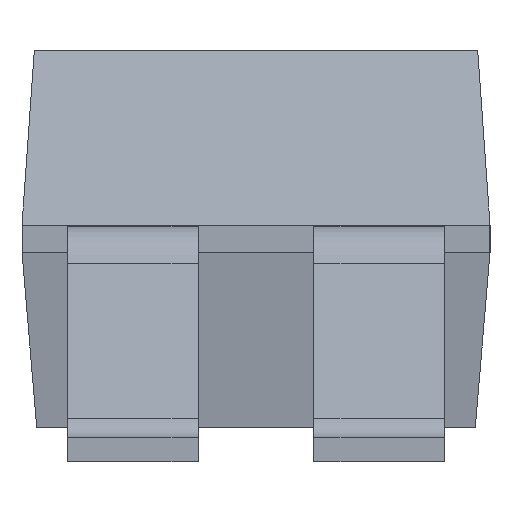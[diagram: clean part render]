
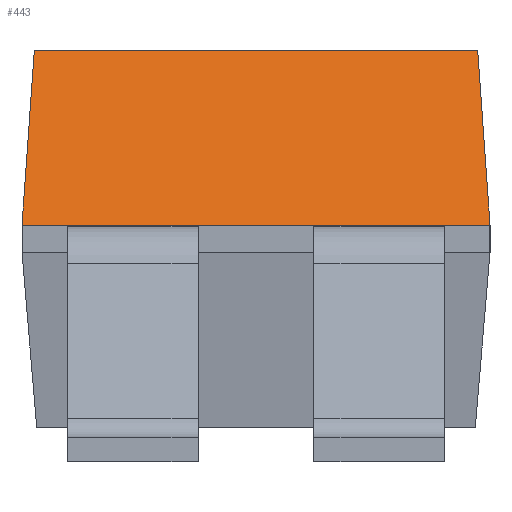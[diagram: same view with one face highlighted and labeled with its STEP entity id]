
A CAD part, left-side view. The second image highlights one B-rep face of the part: STEP entity #443.
In plain terms, the highlighted planar face has unit normal (-0.951, 0, 0.309).
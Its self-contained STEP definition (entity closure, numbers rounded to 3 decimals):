
#260=CARTESIAN_POINT('',(-2.743,-2.286,4.242));
#259=VERTEX_POINT('',#260);
#278=CARTESIAN_POINT('',(-2.743,2.286,4.242));
#277=VERTEX_POINT('',#278);
#286=EDGE_CURVE('',#259,#277,#291,.T.);
#291=LINE('',#260,#293);
#293=VECTOR('',#294,4.572);
#294=DIRECTION('',(0.0,1.0,0.0));
#309=CARTESIAN_POINT('',(-3.327,-2.413,2.441));
#308=VERTEX_POINT('',#309);
#335=EDGE_CURVE('',#308,#259,#340,.T.);
#340=LINE('',#309,#342);
#342=VECTOR('',#343,1.898);
#343=DIRECTION('',(0.308,0.067,0.949));
#405=CARTESIAN_POINT('',(-3.327,2.413,2.441));
#404=VERTEX_POINT('',#405);
#413=EDGE_CURVE('',#277,#404,#418,.T.);
#418=LINE('',#278,#420);
#420=VECTOR('',#421,1.898);
#421=DIRECTION('',(-0.308,0.067,-0.949));
#443=ADVANCED_FACE('',(#449),#444,.T.);
#444=PLANE('',#445);
#445=AXIS2_PLACEMENT_3D('',#446,#447,#448);
#446=CARTESIAN_POINT('',(-3.327,2.413,2.441));
#447=DIRECTION('',(-0.951,0.0,0.309));
#448=DIRECTION('',(0.,0.,1.));
#449=FACE_OUTER_BOUND('',#450,.T.);
#450=EDGE_LOOP('',(#451,#461,#471,#481));
#452=EDGE_CURVE('',#308,#404,#457,.T.);
#457=LINE('',#309,#459);
#459=VECTOR('',#460,4.826);
#460=DIRECTION('',(0.0,1.0,0.0));
#451=ORIENTED_EDGE('',*,*,#452,.F.);
#461=ORIENTED_EDGE('',*,*,#335,.T.);
#471=ORIENTED_EDGE('',*,*,#286,.T.);
#481=ORIENTED_EDGE('',*,*,#413,.T.);
